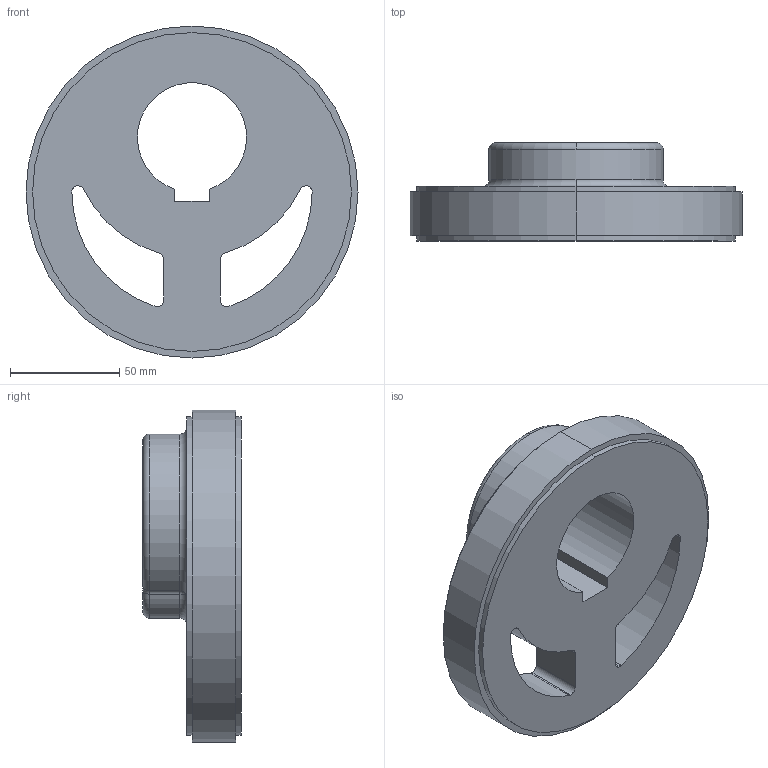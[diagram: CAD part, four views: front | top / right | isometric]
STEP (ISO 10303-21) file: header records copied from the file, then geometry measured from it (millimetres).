
FILE_DESCRIPTION (( 'STEP AP214' ), '1' );
FILE_NAME ('Sheave.STEP', '2025-02-11T20:03:48', ( '' ), ( '' ), 'SwSTEP 2.0', 'SolidWorks 2024', '' );
FILE_SCHEMA (( 'AUTOMOTIVE_DESIGN' ));
Length unit declared in the file: millimetre
Products named in the file (1): Sheave
Bounding box: 152 x 45 x 152 mm (x, y, z)
Volume: 409353.9 mm3; surface area: 59671.6 mm2
Topology: 1 solids, 1 shells, 49 faces, 118 edges, 74 vertices
Faces by surface type: cylinder 26, plane 11, torus 10, sphere 2
Entity records: 1489 total; most frequent: DIRECTION 292, CARTESIAN_POINT 242, ORIENTED_EDGE 236, AXIS2_PLACEMENT_3D 124, EDGE_CURVE 118, CIRCLE 74, VERTEX_POINT 74, EDGE_LOOP 58
